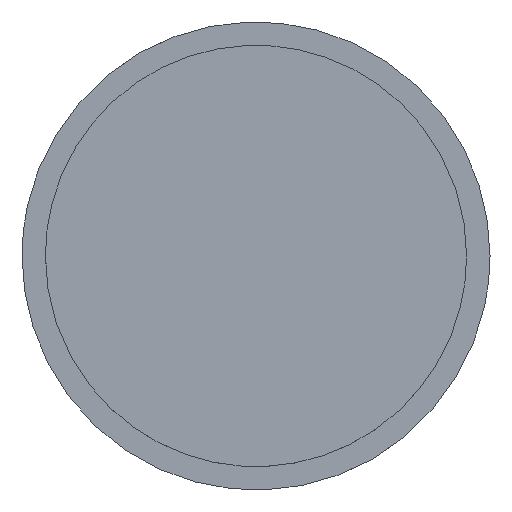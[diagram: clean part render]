
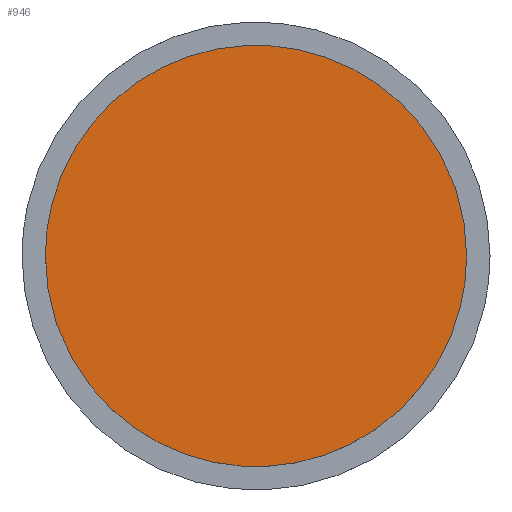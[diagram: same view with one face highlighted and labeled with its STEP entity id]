
A CAD part, top view. The second image highlights one B-rep face of the part: STEP entity #946.
In plain terms, the highlighted planar face has unit normal (0, 0, 1).
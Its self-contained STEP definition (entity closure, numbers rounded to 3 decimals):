
#15=PLANE('',#3993);
#946=ADVANCED_FACE('',(#1214),#15,.T.);
#1214=FACE_OUTER_BOUND('',#1482,.T.);
#1482=EDGE_LOOP('',(#2350,#2351));
#2350=ORIENTED_EDGE('',*,*,#2968,.T.);
#2351=ORIENTED_EDGE('',*,*,#2971,.T.);
#2968=EDGE_CURVE('',#3655,#3657,#3336,.T.);
#2971=EDGE_CURVE('',#3657,#3655,#3339,.T.);
#3336=(
BOUNDED_CURVE()
B_SPLINE_CURVE(2,(#10496,#10497,#10498,#10499,#10500),.UNSPECIFIED.,.F.,
 .F.)
B_SPLINE_CURVE_WITH_KNOTS((3,2,3),(0.,471.239,942.478),
 .UNSPECIFIED.)
CURVE()
GEOMETRIC_REPRESENTATION_ITEM()
RATIONAL_B_SPLINE_CURVE((1.,0.707,1.,0.707,1.))
REPRESENTATION_ITEM('')
);
#3339=(
BOUNDED_CURVE()
B_SPLINE_CURVE(2,(#10508,#10509,#10510,#10511,#10512),.UNSPECIFIED.,.F.,
 .F.)
B_SPLINE_CURVE_WITH_KNOTS((3,2,3),(942.478,1413.717,1884.956),
 .UNSPECIFIED.)
CURVE()
GEOMETRIC_REPRESENTATION_ITEM()
RATIONAL_B_SPLINE_CURVE((1.,0.707,1.,0.707,1.))
REPRESENTATION_ITEM('')
);
#3655=VERTEX_POINT('',#10486);
#3657=VERTEX_POINT('',#10488);
#3993=AXIS2_PLACEMENT_3D('',#10474,#4003,$);
#4003=DIRECTION('',(0.,0.,1.));
#10474=CARTESIAN_POINT('',(-337.5,-337.5,1463.298));
#10486=CARTESIAN_POINT('',(270.,0.,1463.298));
#10488=CARTESIAN_POINT('',(-270.,0.,1463.298));
#10496=CARTESIAN_POINT('',(270.,0.,1463.298));
#10497=CARTESIAN_POINT('',(270.,270.,1463.298));
#10498=CARTESIAN_POINT('',(0.,270.,1463.298));
#10499=CARTESIAN_POINT('',(-270.,270.,1463.298));
#10500=CARTESIAN_POINT('',(-270.,0.,1463.298));
#10508=CARTESIAN_POINT('',(-270.,0.,1463.298));
#10509=CARTESIAN_POINT('',(-270.,-270.,1463.298));
#10510=CARTESIAN_POINT('',(0.,-270.,1463.298));
#10511=CARTESIAN_POINT('',(270.,-270.,1463.298));
#10512=CARTESIAN_POINT('',(270.,0.,1463.298));
